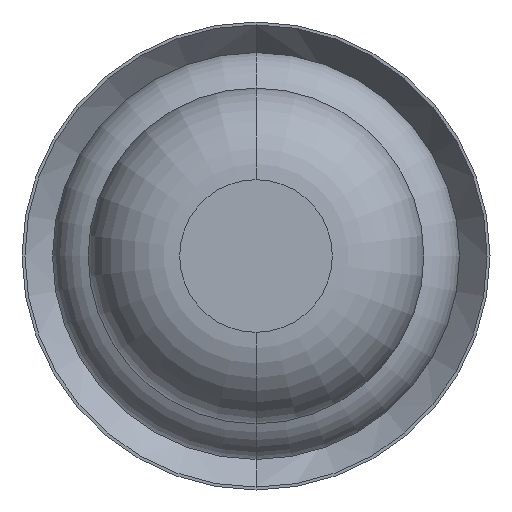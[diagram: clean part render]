
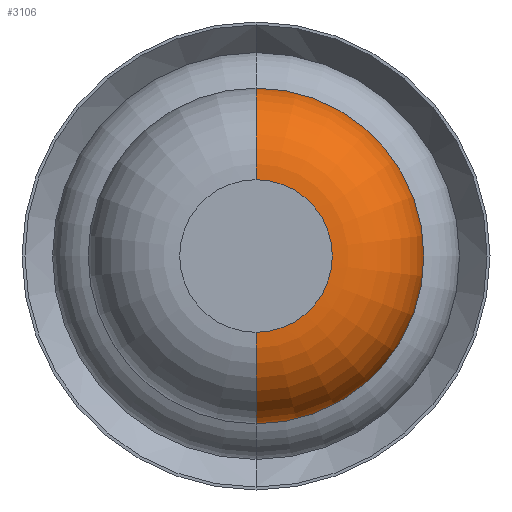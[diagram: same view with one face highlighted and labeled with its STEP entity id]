
A CAD part, front view. The second image highlights one B-rep face of the part: STEP entity #3106.
In plain terms, the highlighted toroidal (fillet/blend) face has major radius 0.375 mm and minor radius 0.45 mm.
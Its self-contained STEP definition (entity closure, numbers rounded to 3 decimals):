
#24 = CIRCLE ( 'NONE', #2334, 0.825 ) ;
#72 = TOROIDAL_SURFACE ( 'NONE', #1845, 0.375, 0.45 ) ;
#228 = ORIENTED_EDGE ( 'NONE', *, *, #2983, .F. ) ;
#317 = DIRECTION ( 'NONE',  ( 0., 0., 1. ) ) ;
#376 = DIRECTION ( 'NONE',  ( 0., 1., 0. ) ) ;
#393 = CIRCLE ( 'NONE', #1333, 0.45 ) ;
#473 = CARTESIAN_POINT ( 'NONE',  ( 0., -27.4, 0. ) ) ;
#577 = VERTEX_POINT ( 'NONE', #2421 ) ;
#600 = AXIS2_PLACEMENT_3D ( 'NONE', #3062, #2416, #3328 ) ;
#863 = ORIENTED_EDGE ( 'NONE', *, *, #1718, .F. ) ;
#875 = DIRECTION ( 'NONE',  ( 0., 0., -1. ) ) ;
#880 = CARTESIAN_POINT ( 'NONE',  ( 0., -27.4, 0.375 ) ) ;
#892 = CARTESIAN_POINT ( 'NONE',  ( 0., -26.95, 0. ) ) ;
#989 = DIRECTION ( 'NONE',  ( 0., 0., 1. ) ) ;
#1059 = EDGE_CURVE ( 'Defeature ausgef�hrt2_7+Defeature ausgef�hrt2_6+Defeature ausgef�hrt2_6+Defeature ausgef�hrt2_6', #1609, #2350, #2017, .T. ) ;
#1333 = AXIS2_PLACEMENT_3D ( 'NONE', #1496, #1779, #875 ) ;
#1343 = CIRCLE ( 'NONE', #600, 0.45 ) ;
#1496 = CARTESIAN_POINT ( 'NONE',  ( 0., -26.95, -0.375 ) ) ;
#1582 = AXIS2_PLACEMENT_3D ( 'NONE', #473, #2032, #2349 ) ;
#1609 = VERTEX_POINT ( 'NONE', #880 ) ;
#1718 = EDGE_CURVE ( 'NONE', #1609, #577, #1343, .T. ) ;
#1779 = DIRECTION ( 'NONE',  ( 1., 0., 0. ) ) ;
#1845 = AXIS2_PLACEMENT_3D ( 'NONE', #3013, #376, #989 ) ;
#2017 = CIRCLE ( 'NONE', #1582, 0.375 ) ;
#2023 = VERTEX_POINT ( 'NONE', #2251 ) ;
#2032 = DIRECTION ( 'NONE',  ( 0., 1., 0. ) ) ;
#2164 = EDGE_CURVE ( 'NONE', #2350, #2023, #393, .T. ) ;
#2171 = CARTESIAN_POINT ( 'NONE',  ( 0., -27.4, -0.375 ) ) ;
#2251 = CARTESIAN_POINT ( 'NONE',  ( 0., -26.95, -0.825 ) ) ;
#2257 = ORIENTED_EDGE ( 'NONE', *, *, #1059, .T. ) ;
#2334 = AXIS2_PLACEMENT_3D ( 'NONE', #892, #2697, #317 ) ;
#2349 = DIRECTION ( 'NONE',  ( 0., 0., 1. ) ) ;
#2350 = VERTEX_POINT ( 'NONE', #2171 ) ;
#2416 = DIRECTION ( 'NONE',  ( -1., 0., 0. ) ) ;
#2421 = CARTESIAN_POINT ( 'NONE',  ( 0., -26.95, 0.825 ) ) ;
#2697 = DIRECTION ( 'NONE',  ( 0., 1., 0. ) ) ;
#2983 = EDGE_CURVE ( 'Defeature ausgef�hrt2_8+Defeature ausgef�hrt2_7+Defeature ausgef�hrt2_7+Defeature ausgef�hrt2_7', #577, #2023, #24, .T. ) ;
#2994 = ORIENTED_EDGE ( 'NONE', *, *, #2164, .T. ) ;
#3013 = CARTESIAN_POINT ( 'NONE',  ( 0., -26.95, 0. ) ) ;
#3062 = CARTESIAN_POINT ( 'NONE',  ( 0., -26.95, 0.375 ) ) ;
#3079 = EDGE_LOOP ( 'NONE', ( #2257, #2994, #228, #863 ) ) ;
#3106 = ADVANCED_FACE ( 'Defeature ausgef�hrt2_7', ( #3686 ), #72, .T. ) ;
#3328 = DIRECTION ( 'NONE',  ( 0., 0., 1. ) ) ;
#3686 = FACE_OUTER_BOUND ( 'NONE', #3079, .T. ) ;
